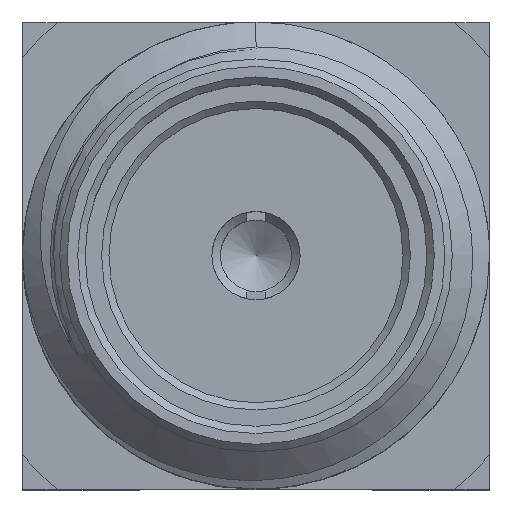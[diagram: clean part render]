
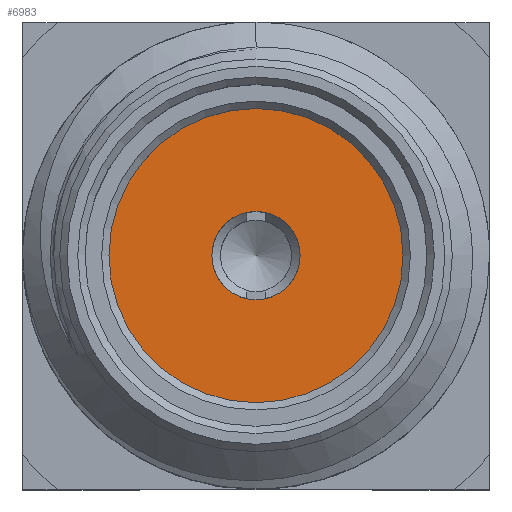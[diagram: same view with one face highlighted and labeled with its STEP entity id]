
A CAD part, top view. The second image highlights one B-rep face of the part: STEP entity #6983.
In plain terms, the highlighted planar face has unit normal (0, 0, 1).
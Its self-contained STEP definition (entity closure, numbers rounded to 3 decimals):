
#6937 = VERTEX_POINT('',#6938);
#6938 = CARTESIAN_POINT('',(0.,2.325,7.42));
#6944 = EDGE_CURVE('',#6937,#6937,#6945,.T.);
#6945 = CIRCLE('',#6946,2.325);
#6946 = AXIS2_PLACEMENT_3D('',#6947,#6948,#6949);
#6947 = CARTESIAN_POINT('',(0.,0.,7.42));
#6948 = DIRECTION('',(0.,0.,-1.));
#6949 = DIRECTION('',(0.,1.,0.));
#6983 = ADVANCED_FACE('',(#6984,#6987),#6998,.F.);
#6984 = FACE_BOUND('',#6985,.F.);
#6985 = EDGE_LOOP('',(#6986));
#6986 = ORIENTED_EDGE('',*,*,#6944,.T.);
#6987 = FACE_BOUND('',#6988,.F.);
#6988 = EDGE_LOOP('',(#6989));
#6989 = ORIENTED_EDGE('',*,*,#6990,.F.);
#6990 = EDGE_CURVE('',#6991,#6991,#6993,.T.);
#6991 = VERTEX_POINT('',#6992);
#6992 = CARTESIAN_POINT('',(0.,0.6,7.42));
#6993 = CIRCLE('',#6994,0.6);
#6994 = AXIS2_PLACEMENT_3D('',#6995,#6996,#6997);
#6995 = CARTESIAN_POINT('',(0.,0.,7.42));
#6996 = DIRECTION('',(0.,0.,-1.));
#6997 = DIRECTION('',(0.,1.,0.));
#6998 = PLANE('',#6999);
#6999 = AXIS2_PLACEMENT_3D('',#7000,#7001,#7002);
#7000 = CARTESIAN_POINT('',(0.,0.,7.42));
#7001 = DIRECTION('',(0.,0.,-1.));
#7002 = DIRECTION('',(1.,0.,0.));
